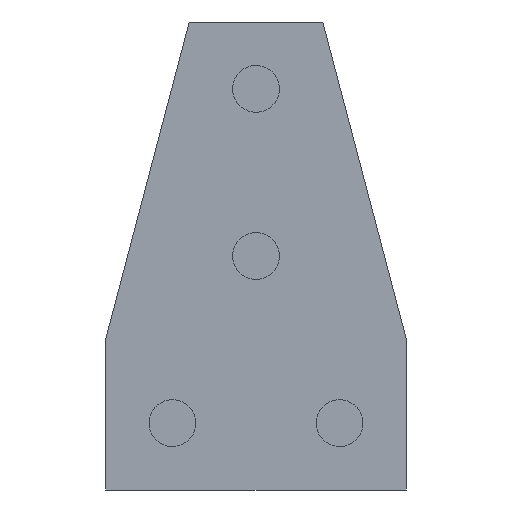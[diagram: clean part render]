
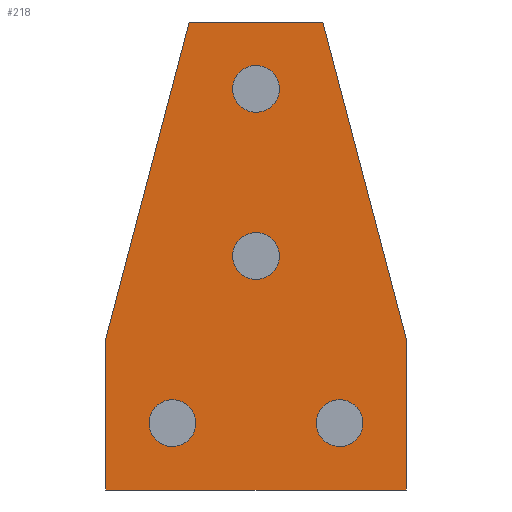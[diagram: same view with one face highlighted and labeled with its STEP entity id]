
A CAD part, left-side view. The second image highlights one B-rep face of the part: STEP entity #218.
In plain terms, the highlighted planar face has unit normal (-1, 0, 0).
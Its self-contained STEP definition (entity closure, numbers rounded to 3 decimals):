
#15=LINE('',#348,#33);
#19=LINE('',#356,#37);
#22=LINE('',#362,#40);
#25=LINE('',#368,#43);
#28=LINE('',#374,#46);
#31=LINE('',#379,#49);
#33=VECTOR('',#284,1.);
#37=VECTOR('',#290,1.);
#40=VECTOR('',#295,1.);
#43=VECTOR('',#300,1.);
#46=VECTOR('',#305,1.);
#49=VECTOR('',#310,1.);
#72=FACE_OUTER_BOUND('',#88,.T.);
#88=EDGE_LOOP('',(#181,#182,#183,#184,#185,#186));
#105=VERTEX_POINT('',#346);
#106=VERTEX_POINT('',#347);
#109=VERTEX_POINT('',#355);
#111=VERTEX_POINT('',#361);
#113=VERTEX_POINT('',#367);
#115=VERTEX_POINT('',#373);
#125=EDGE_CURVE('',#105,#106,#15,.T.);
#129=EDGE_CURVE('',#109,#105,#19,.T.);
#132=EDGE_CURVE('',#111,#109,#22,.T.);
#135=EDGE_CURVE('',#113,#111,#25,.T.);
#138=EDGE_CURVE('',#115,#113,#28,.T.);
#141=EDGE_CURVE('',#106,#115,#31,.T.);
#181=ORIENTED_EDGE('',*,*,#141,.F.);
#182=ORIENTED_EDGE('',*,*,#125,.F.);
#183=ORIENTED_EDGE('',*,*,#129,.F.);
#184=ORIENTED_EDGE('',*,*,#132,.F.);
#185=ORIENTED_EDGE('',*,*,#135,.F.);
#186=ORIENTED_EDGE('',*,*,#138,.F.);
#202=PLANE('',#255);
#218=ADVANCED_FACE('',(#72),#202,.F.);
#255=AXIS2_PLACEMENT_3D('',#382,#314,#315);
#284=DIRECTION('',(0.,1.,0.));
#290=DIRECTION('',(0.,0.,-1.));
#295=DIRECTION('',(0.,-0.254,-0.967));
#300=DIRECTION('',(0.,-1.,0.));
#305=DIRECTION('',(0.,-0.254,0.967));
#310=DIRECTION('',(0.,0.,1.));
#314=DIRECTION('center_axis',(1.,0.,0.));
#315=DIRECTION('ref_axis',(0.,0.,-1.));
#346=CARTESIAN_POINT('',(44.263,-33.561,0.));
#347=CARTESIAN_POINT('',(44.263,56.439,0.));
#348=CARTESIAN_POINT('',(44.263,-33.561,0.));
#355=CARTESIAN_POINT('',(44.263,-33.561,45.));
#356=CARTESIAN_POINT('',(44.263,-33.561,45.));
#361=CARTESIAN_POINT('',(44.263,-8.561,140.));
#362=CARTESIAN_POINT('',(44.263,-8.561,140.));
#367=CARTESIAN_POINT('',(44.263,31.439,140.));
#368=CARTESIAN_POINT('',(44.263,31.439,140.));
#373=CARTESIAN_POINT('',(44.263,56.439,45.));
#374=CARTESIAN_POINT('',(44.263,56.439,45.));
#379=CARTESIAN_POINT('',(44.263,56.439,0.));
#382=CARTESIAN_POINT('Origin',(44.263,11.439,61.945));
